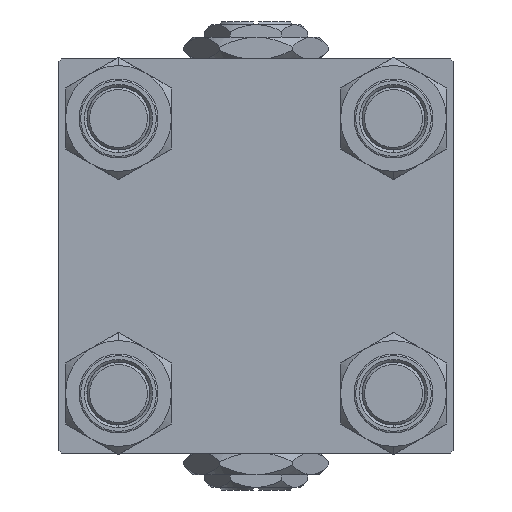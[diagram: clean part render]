
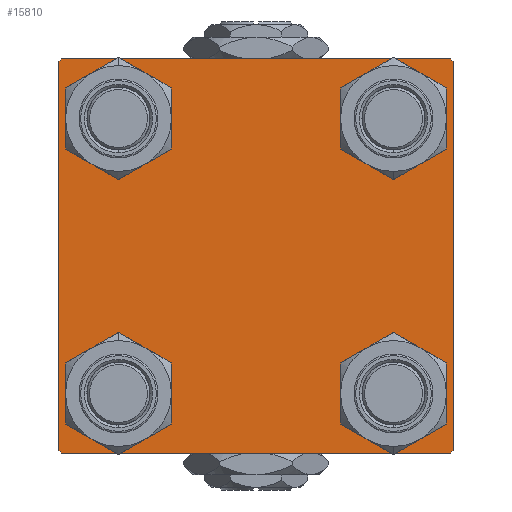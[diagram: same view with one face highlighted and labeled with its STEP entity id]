
A CAD part, left-side view. The second image highlights one B-rep face of the part: STEP entity #15810.
In plain terms, the highlighted planar face has unit normal (-1, 0, 0).
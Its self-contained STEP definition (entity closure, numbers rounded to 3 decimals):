
#15 = ORIENTED_EDGE ( 'NONE', *, *, #10705, .T. ) ;
#117 = DIRECTION ( 'NONE',  ( -1., 0., 0. ) ) ;
#203 = CARTESIAN_POINT ( 'NONE',  ( 0., -26.15, 26.15 ) ) ;
#344 = CARTESIAN_POINT ( 'NONE',  ( 0., -37.5, 37. ) ) ;
#417 = VERTEX_POINT ( 'NONE', #36987 ) ;
#996 = DIRECTION ( 'NONE',  ( 0., 0., 1. ) ) ;
#2562 = DIRECTION ( 'NONE',  ( 1., 0., 0. ) ) ;
#2818 = DIRECTION ( 'NONE',  ( 0., 0., 1. ) ) ;
#3011 = AXIS2_PLACEMENT_3D ( 'NONE', #10988, #2562, #2818 ) ;
#3099 = DIRECTION ( 'NONE',  ( 0., -0.707, 0.707 ) ) ;
#3270 = LINE ( 'NONE', #28064, #30855 ) ;
#3425 = CARTESIAN_POINT ( 'NONE',  ( 0., 37., 37.5 ) ) ;
#3452 = LINE ( 'NONE', #35402, #38852 ) ;
#3504 = CARTESIAN_POINT ( 'NONE',  ( 0., -37.25, 37.25 ) ) ;
#3510 = ORIENTED_EDGE ( 'NONE', *, *, #6983, .T. ) ;
#3568 = VERTEX_POINT ( 'NONE', #344 ) ;
#3949 = EDGE_CURVE ( 'NONE', #51762, #44934, #8057, .T. ) ;
#4079 = EDGE_CURVE ( 'NONE', #42212, #50596, #25757, .T. ) ;
#4489 = EDGE_CURVE ( 'NONE', #45461, #30238, #3270, .T. ) ;
#4552 = AXIS2_PLACEMENT_3D ( 'NONE', #48387, #19335, #16157 ) ;
#4598 = ORIENTED_EDGE ( 'NONE', *, *, #29872, .T. ) ;
#4911 = CARTESIAN_POINT ( 'NONE',  ( 0., 26.15, -26.15 ) ) ;
#5075 = EDGE_LOOP ( 'NONE', ( #4598, #46748 ) ) ;
#5087 = AXIS2_PLACEMENT_3D ( 'NONE', #4911, #32886, #41078 ) ;
#5535 = VERTEX_POINT ( 'NONE', #36788 ) ;
#5796 = EDGE_CURVE ( 'NONE', #46581, #39094, #35948, .T. ) ;
#5882 = CARTESIAN_POINT ( 'NONE',  ( 0., -37., -37.5 ) ) ;
#6983 = EDGE_CURVE ( 'NONE', #43569, #46628, #33096, .T. ) ;
#7064 = CIRCLE ( 'NONE', #4552, 6.5 ) ;
#7119 = CARTESIAN_POINT ( 'NONE',  ( 0., 37.5, 37.5 ) ) ;
#7637 = DIRECTION ( 'NONE',  ( 0., -1., 0. ) ) ;
#7777 = PLANE ( 'NONE',  #10045 ) ;
#7872 = DIRECTION ( 'NONE',  ( 1., 0., 0. ) ) ;
#7948 = CARTESIAN_POINT ( 'NONE',  ( 0., -26.15, 26.15 ) ) ;
#8034 = ORIENTED_EDGE ( 'NONE', *, *, #4489, .T. ) ;
#8057 = CIRCLE ( 'NONE', #50252, 6.5 ) ;
#10045 = AXIS2_PLACEMENT_3D ( 'NONE', #23859, #117, #32578 ) ;
#10636 = ORIENTED_EDGE ( 'NONE', *, *, #17294, .F. ) ;
#10705 = EDGE_CURVE ( 'NONE', #46628, #45461, #20118, .T. ) ;
#10856 = EDGE_LOOP ( 'NONE', ( #3510, #15, #8034, #12276, #50532, #45085, #10636, #41236 ) ) ;
#10988 = CARTESIAN_POINT ( 'NONE',  ( 0., -26.15, -26.15 ) ) ;
#11422 = EDGE_LOOP ( 'NONE', ( #22303, #18887 ) ) ;
#11426 = CIRCLE ( 'NONE', #22391, 6.5 ) ;
#11992 = FACE_BOUND ( 'NONE', #21477, .T. ) ;
#12248 = DIRECTION ( 'NONE',  ( 0., 0., -1. ) ) ;
#12276 = ORIENTED_EDGE ( 'NONE', *, *, #50334, .T. ) ;
#13498 = LINE ( 'NONE', #18241, #23816 ) ;
#13873 = ORIENTED_EDGE ( 'NONE', *, *, #47864, .T. ) ;
#14725 = CARTESIAN_POINT ( 'NONE',  ( 0., -26.15, -32.65 ) ) ;
#15068 = DIRECTION ( 'NONE',  ( 0., 0.707, -0.707 ) ) ;
#15316 = AXIS2_PLACEMENT_3D ( 'NONE', #25158, #24628, #24367 ) ;
#15788 = CARTESIAN_POINT ( 'NONE',  ( 0., 26.15, 26.15 ) ) ;
#15810 = ADVANCED_FACE ( 'NONE', ( #35765, #27829, #43955, #11992, #32048 ), #7777, .T. ) ;
#16157 = DIRECTION ( 'NONE',  ( 0., 0., 1. ) ) ;
#16879 = CIRCLE ( 'NONE', #5087, 6.5 ) ;
#17294 = EDGE_CURVE ( 'NONE', #21833, #417, #31909, .T. ) ;
#18241 = CARTESIAN_POINT ( 'NONE',  ( 0., -37.5, 37.5 ) ) ;
#18561 = VECTOR ( 'NONE', #7637, 1000. ) ;
#18887 = ORIENTED_EDGE ( 'NONE', *, *, #5796, .T. ) ;
#19251 = EDGE_CURVE ( 'NONE', #3568, #417, #20381, .T. ) ;
#19335 = DIRECTION ( 'NONE',  ( 1., 0., 0. ) ) ;
#20118 = LINE ( 'NONE', #27252, #42024 ) ;
#20352 = DIRECTION ( 'NONE',  ( 1., 0., 0. ) ) ;
#20381 = LINE ( 'NONE', #3504, #42201 ) ;
#21238 = CARTESIAN_POINT ( 'NONE',  ( 0., 26.15, 19.65 ) ) ;
#21477 = EDGE_LOOP ( 'NONE', ( #27128, #49009 ) ) ;
#21833 = VERTEX_POINT ( 'NONE', #3425 ) ;
#22303 = ORIENTED_EDGE ( 'NONE', *, *, #41620, .T. ) ;
#22391 = AXIS2_PLACEMENT_3D ( 'NONE', #35025, #27340, #51145 ) ;
#23459 = CARTESIAN_POINT ( 'NONE',  ( 0., 26.15, -32.65 ) ) ;
#23816 = VECTOR ( 'NONE', #30120, 1000. ) ;
#23859 = CARTESIAN_POINT ( 'NONE',  ( 0., 0., 0. ) ) ;
#23956 = DIRECTION ( 'NONE',  ( 0., 0., 1. ) ) ;
#24035 = DIRECTION ( 'NONE',  ( 0., 0., 1. ) ) ;
#24119 = CARTESIAN_POINT ( 'NONE',  ( 0., 37.5, 37.5 ) ) ;
#24367 = DIRECTION ( 'NONE',  ( 0., 0., 1. ) ) ;
#24397 = ORIENTED_EDGE ( 'NONE', *, *, #4079, .T. ) ;
#24628 = DIRECTION ( 'NONE',  ( 1., 0., 0. ) ) ;
#25158 = CARTESIAN_POINT ( 'NONE',  ( 0., 26.15, 26.15 ) ) ;
#25757 = CIRCLE ( 'NONE', #3011, 6.5 ) ;
#26424 = AXIS2_PLACEMENT_3D ( 'NONE', #203, #32926, #996 ) ;
#26562 = CARTESIAN_POINT ( 'NONE',  ( 0., 37., -37.5 ) ) ;
#27128 = ORIENTED_EDGE ( 'NONE', *, *, #37410, .T. ) ;
#27252 = CARTESIAN_POINT ( 'NONE',  ( 0., 37.25, -37.25 ) ) ;
#27340 = DIRECTION ( 'NONE',  ( 1., 0., 0. ) ) ;
#27829 = FACE_BOUND ( 'NONE', #34730, .T. ) ;
#28064 = CARTESIAN_POINT ( 'NONE',  ( 0., 37.5, -37.5 ) ) ;
#29162 = CARTESIAN_POINT ( 'NONE',  ( 0., 26.15, 32.65 ) ) ;
#29872 = EDGE_CURVE ( 'NONE', #44837, #33977, #16879, .T. ) ;
#30120 = DIRECTION ( 'NONE',  ( 0., 0., -1. ) ) ;
#30238 = VERTEX_POINT ( 'NONE', #5882 ) ;
#30855 = VECTOR ( 'NONE', #35483, 1000. ) ;
#31483 = CARTESIAN_POINT ( 'NONE',  ( 0., -26.15, -19.65 ) ) ;
#31909 = LINE ( 'NONE', #7119, #18561 ) ;
#31990 = DIRECTION ( 'NONE',  ( 0., -0.707, -0.707 ) ) ;
#32048 = FACE_OUTER_BOUND ( 'NONE', #10856, .T. ) ;
#32301 = CIRCLE ( 'NONE', #26424, 6.5 ) ;
#32578 = DIRECTION ( 'NONE',  ( 0., 0., 1. ) ) ;
#32579 = LINE ( 'NONE', #39278, #48507 ) ;
#32628 = VECTOR ( 'NONE', #12248, 1000. ) ;
#32886 = DIRECTION ( 'NONE',  ( 1., 0., 0. ) ) ;
#32926 = DIRECTION ( 'NONE',  ( 1., 0., 0. ) ) ;
#33096 = LINE ( 'NONE', #24119, #32628 ) ;
#33977 = VERTEX_POINT ( 'NONE', #23459 ) ;
#34730 = EDGE_LOOP ( 'NONE', ( #24397, #13873 ) ) ;
#35025 = CARTESIAN_POINT ( 'NONE',  ( 0., -26.15, -26.15 ) ) ;
#35402 = CARTESIAN_POINT ( 'NONE',  ( 0., 37.25, 37.25 ) ) ;
#35433 = EDGE_CURVE ( 'NONE', #21833, #43569, #3452, .T. ) ;
#35483 = DIRECTION ( 'NONE',  ( 0., -1., 0. ) ) ;
#35765 = FACE_BOUND ( 'NONE', #11422, .T. ) ;
#35948 = CIRCLE ( 'NONE', #42698, 6.5 ) ;
#36788 = CARTESIAN_POINT ( 'NONE',  ( 0., -37.5, -37. ) ) ;
#36987 = CARTESIAN_POINT ( 'NONE',  ( 0., -37., 37.5 ) ) ;
#37410 = EDGE_CURVE ( 'NONE', #44934, #51762, #43975, .T. ) ;
#38852 = VECTOR ( 'NONE', #15068, 1000. ) ;
#39094 = VERTEX_POINT ( 'NONE', #41945 ) ;
#39278 = CARTESIAN_POINT ( 'NONE',  ( 0., -37.25, -37.25 ) ) ;
#39838 = EDGE_CURVE ( 'NONE', #3568, #5535, #13498, .T. ) ;
#41078 = DIRECTION ( 'NONE',  ( 0., 0., 1. ) ) ;
#41236 = ORIENTED_EDGE ( 'NONE', *, *, #35433, .T. ) ;
#41620 = EDGE_CURVE ( 'NONE', #39094, #46581, #32301, .T. ) ;
#41945 = CARTESIAN_POINT ( 'NONE',  ( 0., -26.15, 32.65 ) ) ;
#41957 = CARTESIAN_POINT ( 'NONE',  ( 0., 37.5, 37. ) ) ;
#42024 = VECTOR ( 'NONE', #31990, 1000. ) ;
#42201 = VECTOR ( 'NONE', #44955, 1000. ) ;
#42212 = VERTEX_POINT ( 'NONE', #31483 ) ;
#42698 = AXIS2_PLACEMENT_3D ( 'NONE', #7948, #20352, #24035 ) ;
#42950 = EDGE_CURVE ( 'NONE', #33977, #44837, #7064, .T. ) ;
#43569 = VERTEX_POINT ( 'NONE', #41957 ) ;
#43955 = FACE_BOUND ( 'NONE', #5075, .T. ) ;
#43975 = CIRCLE ( 'NONE', #15316, 6.5 ) ;
#44837 = VERTEX_POINT ( 'NONE', #49832 ) ;
#44934 = VERTEX_POINT ( 'NONE', #29162 ) ;
#44955 = DIRECTION ( 'NONE',  ( 0., 0.707, 0.707 ) ) ;
#45085 = ORIENTED_EDGE ( 'NONE', *, *, #19251, .T. ) ;
#45461 = VERTEX_POINT ( 'NONE', #26562 ) ;
#46581 = VERTEX_POINT ( 'NONE', #50542 ) ;
#46628 = VERTEX_POINT ( 'NONE', #47616 ) ;
#46748 = ORIENTED_EDGE ( 'NONE', *, *, #42950, .T. ) ;
#47616 = CARTESIAN_POINT ( 'NONE',  ( 0., 37.5, -37. ) ) ;
#47864 = EDGE_CURVE ( 'NONE', #50596, #42212, #11426, .T. ) ;
#48387 = CARTESIAN_POINT ( 'NONE',  ( 0., 26.15, -26.15 ) ) ;
#48507 = VECTOR ( 'NONE', #3099, 1000. ) ;
#49009 = ORIENTED_EDGE ( 'NONE', *, *, #3949, .T. ) ;
#49832 = CARTESIAN_POINT ( 'NONE',  ( 0., 26.15, -19.65 ) ) ;
#50252 = AXIS2_PLACEMENT_3D ( 'NONE', #15788, #7872, #23956 ) ;
#50334 = EDGE_CURVE ( 'NONE', #30238, #5535, #32579, .T. ) ;
#50532 = ORIENTED_EDGE ( 'NONE', *, *, #39838, .F. ) ;
#50542 = CARTESIAN_POINT ( 'NONE',  ( 0., -26.15, 19.65 ) ) ;
#50596 = VERTEX_POINT ( 'NONE', #14725 ) ;
#51145 = DIRECTION ( 'NONE',  ( 0., 0., 1. ) ) ;
#51762 = VERTEX_POINT ( 'NONE', #21238 ) ;
